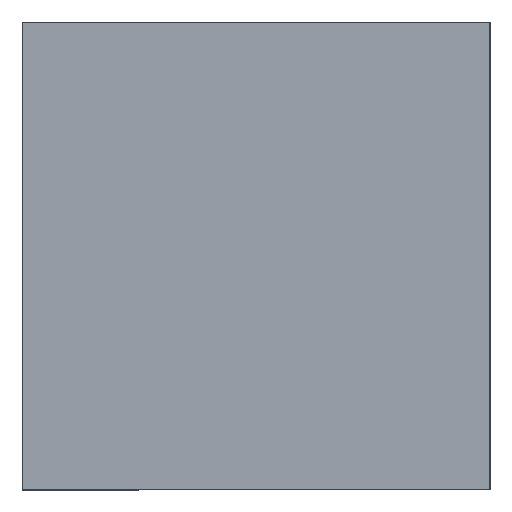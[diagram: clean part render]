
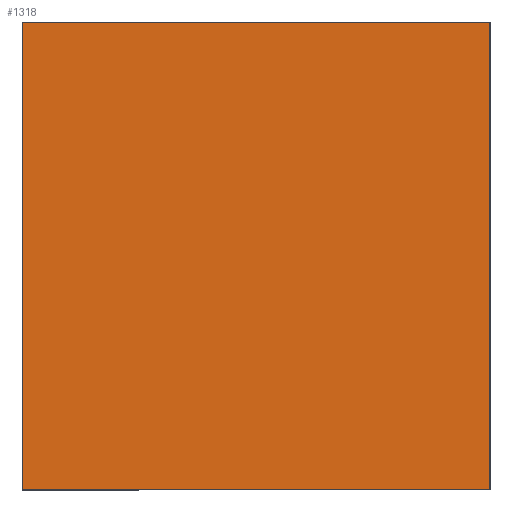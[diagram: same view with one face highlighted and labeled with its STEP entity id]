
A CAD part, left-side view. The second image highlights one B-rep face of the part: STEP entity #1318.
In plain terms, the highlighted planar face has unit normal (-1, 0, 0).
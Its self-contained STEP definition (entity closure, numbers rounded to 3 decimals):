
#23 = FACE_OUTER_BOUND ( 'NONE', #1641, .T. ) ;
#47 = EDGE_CURVE ( 'NONE', #1370, #353, #1875, .T. ) ;
#62 = VERTEX_POINT ( 'NONE', #340 ) ;
#106 = VECTOR ( 'NONE', #1161, 1000. ) ;
#295 = DIRECTION ( 'NONE',  ( 1., 0., 0. ) ) ;
#329 = DIRECTION ( 'NONE',  ( 0., 0., 1. ) ) ;
#340 = CARTESIAN_POINT ( 'NONE',  ( 0., 2.7, 0. ) ) ;
#353 = VERTEX_POINT ( 'NONE', #1808 ) ;
#427 = CARTESIAN_POINT ( 'NONE',  ( 0., 2.7, 0. ) ) ;
#554 = LINE ( 'NONE', #911, #1455 ) ;
#663 = CARTESIAN_POINT ( 'NONE',  ( 0., 2.7, -2.7 ) ) ;
#693 = PLANE ( 'NONE',  #1963 ) ;
#871 = ORIENTED_EDGE ( 'NONE', *, *, #1642, .F. ) ;
#877 = VECTOR ( 'NONE', #1258, 1000. ) ;
#911 = CARTESIAN_POINT ( 'NONE',  ( 0., 2.7, 0. ) ) ;
#1103 = DIRECTION ( 'NONE',  ( 0., 0., 1. ) ) ;
#1161 = DIRECTION ( 'NONE',  ( 0., -1., 0. ) ) ;
#1191 = VERTEX_POINT ( 'NONE', #2241 ) ;
#1205 = VECTOR ( 'NONE', #1103, 1000. ) ;
#1258 = DIRECTION ( 'NONE',  ( 0., -1., 0. ) ) ;
#1318 = ADVANCED_FACE ( 'NONE', ( #23 ), #693, .F. ) ;
#1370 = VERTEX_POINT ( 'NONE', #2479 ) ;
#1387 = EDGE_CURVE ( 'NONE', #1191, #62, #554, .T. ) ;
#1428 = ORIENTED_EDGE ( 'NONE', *, *, #2365, .T. ) ;
#1440 = CARTESIAN_POINT ( 'NONE',  ( 0., 2.7, 0. ) ) ;
#1451 = LINE ( 'NONE', #427, #106 ) ;
#1455 = VECTOR ( 'NONE', #329, 1000. ) ;
#1575 = CARTESIAN_POINT ( 'NONE',  ( 0., 0., 0. ) ) ;
#1640 = DIRECTION ( 'NONE',  ( 0., 0., -1. ) ) ;
#1641 = EDGE_LOOP ( 'NONE', ( #2427, #871, #2476, #1428 ) ) ;
#1642 = EDGE_CURVE ( 'NONE', #62, #353, #1451, .T. ) ;
#1808 = CARTESIAN_POINT ( 'NONE',  ( 0., 0., 0. ) ) ;
#1875 = LINE ( 'NONE', #1575, #1205 ) ;
#1889 = LINE ( 'NONE', #663, #877 ) ;
#1963 = AXIS2_PLACEMENT_3D ( 'NONE', #1440, #295, #1640 ) ;
#2241 = CARTESIAN_POINT ( 'NONE',  ( 0., 2.7, -2.7 ) ) ;
#2365 = EDGE_CURVE ( 'NONE', #1191, #1370, #1889, .T. ) ;
#2427 = ORIENTED_EDGE ( 'NONE', *, *, #47, .T. ) ;
#2476 = ORIENTED_EDGE ( 'NONE', *, *, #1387, .F. ) ;
#2479 = CARTESIAN_POINT ( 'NONE',  ( 0., 0., -2.7 ) ) ;
